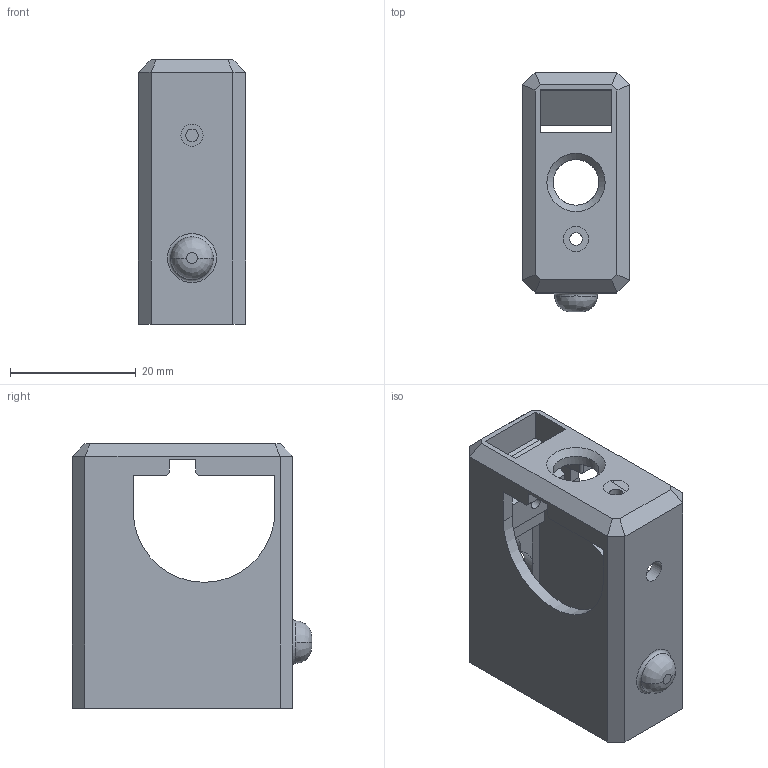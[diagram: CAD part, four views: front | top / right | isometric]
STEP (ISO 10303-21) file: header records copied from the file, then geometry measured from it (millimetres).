
FILE_DESCRIPTION(/* description */ (''),/* implementation_level */ '2;1');
FILE_NAME(/* name */ 'LegV9.step',/* time_stamp */ '2019-10-26T23:16:29+03:00',/* author */ (''),/* organization */ (''),/* preprocessor_version */ 'ST-DEVELOPER v18',/* originating_system */ 'Autodesk Translation Framework v8.6.0.1094',/* authorisation */ '');
FILE_SCHEMA (('AUTOMOTIVE_DESIGN { 1 0 10303 214 3 1 1 }'));
Length unit declared in the file: millimetre
Products named in the file (1): (Unsaved)
Bounding box: 17 x 38 x 42 mm (x, y, z)
Volume: 7698.5 mm3; surface area: 7268.2 mm2
Topology: 1 solids, 1 shells, 92 faces, 252 edges, 161 vertices
Faces by surface type: plane 70, cylinder 13, bspline 6, cone 2, torus 1
Full cylindrical faces by diameter (mm): 2 x2, 3.5 x1, 7.25 x1
Entity records: 3615 total; most frequent: CARTESIAN_POINT 1220, ORIENTED_EDGE 504, DIRECTION 466, EDGE_CURVE 252, LINE 204, VECTOR 204, VERTEX_POINT 161, AXIS2_PLACEMENT_3D 131
